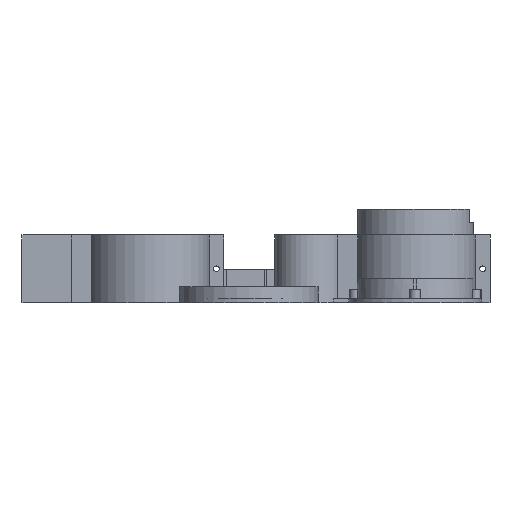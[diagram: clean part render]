
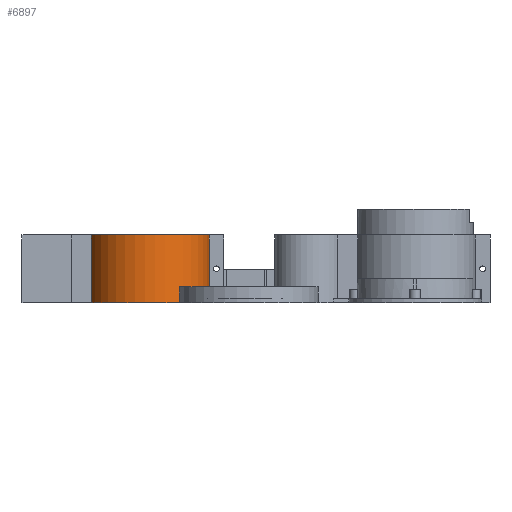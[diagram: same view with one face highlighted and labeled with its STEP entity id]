
A CAD part, left-side view. The second image highlights one B-rep face of the part: STEP entity #6897.
In plain terms, the highlighted cylindrical face has radius 45.5 mm (diameter 91 mm), a partial arc.
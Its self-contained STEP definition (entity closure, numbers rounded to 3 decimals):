
#714=LINE('',#14363,#1242);
#715=LINE('',#14369,#1243);
#1242=VECTOR('',#9579,10.);
#1243=VECTOR('',#9586,10.);
#1441=CYLINDRICAL_SURFACE('',#7702,45.5);
#2157=FACE_OUTER_BOUND('',#2709,.T.);
#2709=EDGE_LOOP('',(#6467,#6468,#6469,#6470));
#3040=CIRCLE('',#7703,45.5);
#3041=CIRCLE('',#7704,45.5);
#3664=VERTEX_POINT('',#14359);
#3665=VERTEX_POINT('',#14361);
#3666=VERTEX_POINT('',#14365);
#3667=VERTEX_POINT('',#14367);
#4613=EDGE_CURVE('',#3664,#3665,#714,.T.);
#4614=EDGE_CURVE('',#3666,#3664,#3040,.T.);
#4615=EDGE_CURVE('',#3667,#3665,#3041,.T.);
#4616=EDGE_CURVE('',#3666,#3667,#715,.T.);
#6467=ORIENTED_EDGE('',*,*,#4614,.T.);
#6468=ORIENTED_EDGE('',*,*,#4613,.T.);
#6469=ORIENTED_EDGE('',*,*,#4615,.F.);
#6470=ORIENTED_EDGE('',*,*,#4616,.F.);
#6897=ADVANCED_FACE('',(#2157),#1441,.T.);
#7702=AXIS2_PLACEMENT_3D('',#14364,#9580,#9581);
#7703=AXIS2_PLACEMENT_3D('',#14366,#9582,#9583);
#7704=AXIS2_PLACEMENT_3D('',#14368,#9584,#9585);
#9579=DIRECTION('',(0.,0.,1.));
#9580=DIRECTION('center_axis',(0.,0.,1.));
#9581=DIRECTION('ref_axis',(-0.312,0.95,0.));
#9582=DIRECTION('center_axis',(0.,0.,1.));
#9583=DIRECTION('ref_axis',(-0.312,0.95,0.));
#9584=DIRECTION('center_axis',(0.,0.,1.));
#9585=DIRECTION('ref_axis',(-0.312,0.95,0.));
#9586=DIRECTION('',(0.,0.,1.));
#14359=CARTESIAN_POINT('',(344.499,204.834,0.));
#14361=CARTESIAN_POINT('',(344.499,204.834,50.8));
#14363=CARTESIAN_POINT('',(344.499,204.834,0.));
#14364=CARTESIAN_POINT('Origin',(350.,250.,0.));
#14365=CARTESIAN_POINT('',(335.814,293.232,0.));
#14366=CARTESIAN_POINT('Origin',(350.,250.,0.));
#14367=CARTESIAN_POINT('',(335.814,293.232,50.8));
#14368=CARTESIAN_POINT('Origin',(350.,250.,50.8));
#14369=CARTESIAN_POINT('',(335.814,293.232,0.));
